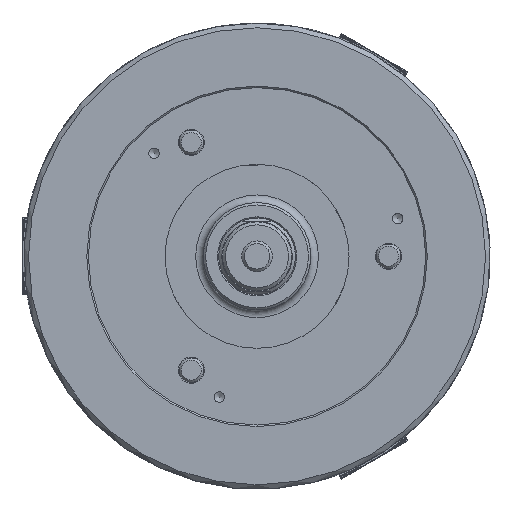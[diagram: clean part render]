
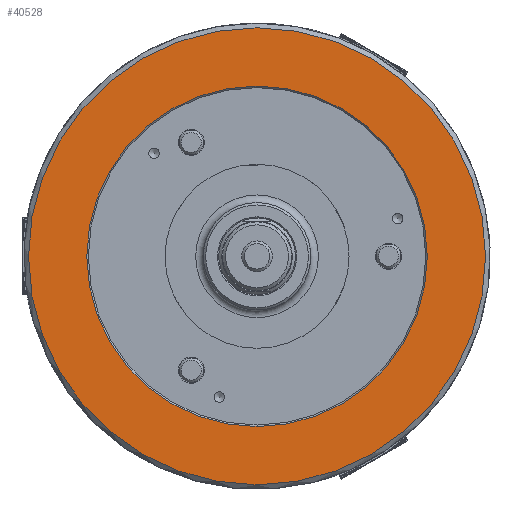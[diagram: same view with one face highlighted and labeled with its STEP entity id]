
A CAD part, left-side view. The second image highlights one B-rep face of the part: STEP entity #40528.
In plain terms, the highlighted planar face has unit normal (-1, 0, 0).
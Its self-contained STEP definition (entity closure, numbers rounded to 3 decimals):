
#1426 = VERTEX_POINT ( 'NONE', #16185 ) ;
#3488 = EDGE_LOOP ( 'NONE', ( #40803 ) ) ;
#4687 = DIRECTION ( 'NONE',  ( 0., 0., 1. ) ) ;
#6314 = CIRCLE ( 'NONE', #33390, 111. ) ;
#8127 = VERTEX_POINT ( 'NONE', #22911 ) ;
#9339 = EDGE_CURVE ( 'NONE', #1426, #1426, #18395, .T. ) ;
#13327 = CARTESIAN_POINT ( 'NONE',  ( -107., 152., 0. ) ) ;
#16185 = CARTESIAN_POINT ( 'NONE',  ( -107., 0., 149. ) ) ;
#16589 = AXIS2_PLACEMENT_3D ( 'NONE', #13327, #28124, #42902 ) ;
#16965 = FACE_BOUND ( 'NONE', #35250, .T. ) ;
#17130 = CARTESIAN_POINT ( 'NONE',  ( -107., 0., 0. ) ) ;
#17767 = ORIENTED_EDGE ( 'NONE', *, *, #33336, .T. ) ;
#18395 = CIRCLE ( 'NONE', #45518, 149. ) ;
#22911 = CARTESIAN_POINT ( 'NONE',  ( -107., 0., 111. ) ) ;
#23099 = CARTESIAN_POINT ( 'NONE',  ( -107., 0., 0. ) ) ;
#28124 = DIRECTION ( 'NONE',  ( -1., 0., 0. ) ) ;
#31723 = FACE_OUTER_BOUND ( 'NONE', #3488, .T. ) ;
#31891 = DIRECTION ( 'NONE',  ( -1., 0., 0. ) ) ;
#33336 = EDGE_CURVE ( 'NONE', #8127, #8127, #6314, .T. ) ;
#33390 = AXIS2_PLACEMENT_3D ( 'NONE', #23099, #37888, #4687 ) ;
#35250 = EDGE_LOOP ( 'NONE', ( #17767 ) ) ;
#37888 = DIRECTION ( 'NONE',  ( 1., 0., 0. ) ) ;
#40528 = ADVANCED_FACE ( 'NONE', ( #16965, #31723 ), #46538, .T. ) ;
#40803 = ORIENTED_EDGE ( 'NONE', *, *, #9339, .T. ) ;
#42902 = DIRECTION ( 'NONE',  ( 0., 0., 1. ) ) ;
#45518 = AXIS2_PLACEMENT_3D ( 'NONE', #17130, #31891, #46705 ) ;
#46538 = PLANE ( 'NONE',  #16589 ) ;
#46705 = DIRECTION ( 'NONE',  ( 0., 0., 1. ) ) ;
